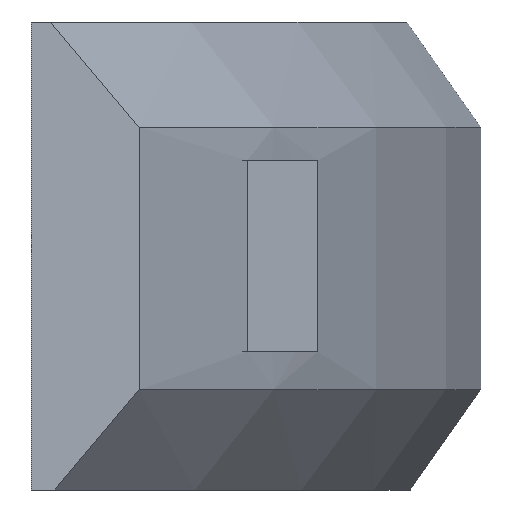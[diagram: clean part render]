
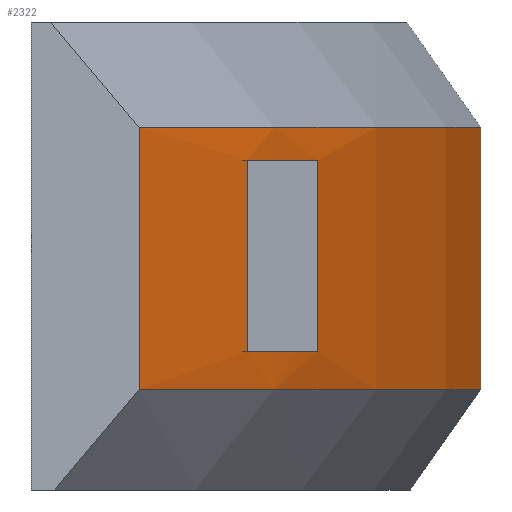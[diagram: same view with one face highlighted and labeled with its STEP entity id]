
A CAD part, left-side view. The second image highlights one B-rep face of the part: STEP entity #2322.
In plain terms, the highlighted cylindrical face has radius 50 mm (diameter 100 mm), a partial arc.
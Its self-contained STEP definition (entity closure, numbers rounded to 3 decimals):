
#162=FACE_BOUND('',#471,.T.);
#163=FACE_BOUND('',#472,.T.);
#330=FACE_OUTER_BOUND('',#470,.T.);
#470=EDGE_LOOP('',(#2032,#2033,#2034,#2035));
#471=EDGE_LOOP('',(#2036,#2037,#2038,#2039));
#472=EDGE_LOOP('',(#2040,#2041,#2042,#2043));
#660=LINE('',#4003,#871);
#664=LINE('',#4020,#875);
#665=LINE('',#4033,#876);
#666=LINE('',#4036,#877);
#667=LINE('',#4041,#878);
#668=LINE('',#4044,#879);
#871=VECTOR('',#2772,10.);
#875=VECTOR('',#2778,10.);
#876=VECTOR('',#2791,10.);
#877=VECTOR('',#2794,10.);
#878=VECTOR('',#2797,10.);
#879=VECTOR('',#2800,10.);
#939=CIRCLE('',#2437,50.);
#940=CIRCLE('',#2439,50.);
#941=CIRCLE('',#2440,50.);
#942=CIRCLE('',#2441,50.);
#943=CIRCLE('',#2442,50.);
#944=CIRCLE('',#2443,50.);
#1135=VERTEX_POINT('',#3998);
#1136=VERTEX_POINT('',#4002);
#1141=VERTEX_POINT('',#4015);
#1142=VERTEX_POINT('',#4019);
#1143=VERTEX_POINT('',#4029);
#1144=VERTEX_POINT('',#4030);
#1145=VERTEX_POINT('',#4032);
#1146=VERTEX_POINT('',#4034);
#1147=VERTEX_POINT('',#4037);
#1148=VERTEX_POINT('',#4038);
#1149=VERTEX_POINT('',#4040);
#1150=VERTEX_POINT('',#4042);
#1442=EDGE_CURVE('',#1136,#1135,#660,.T.);
#1448=EDGE_CURVE('',#1142,#1141,#664,.T.);
#1451=EDGE_CURVE('',#1135,#1142,#939,.T.);
#1452=EDGE_CURVE('',#1136,#1141,#940,.T.);
#1453=EDGE_CURVE('',#1143,#1144,#941,.T.);
#1454=EDGE_CURVE('',#1145,#1143,#665,.T.);
#1455=EDGE_CURVE('',#1146,#1145,#942,.T.);
#1456=EDGE_CURVE('',#1144,#1146,#666,.T.);
#1457=EDGE_CURVE('',#1147,#1148,#943,.T.);
#1458=EDGE_CURVE('',#1149,#1147,#667,.T.);
#1459=EDGE_CURVE('',#1150,#1149,#944,.T.);
#1460=EDGE_CURVE('',#1148,#1150,#668,.T.);
#2032=ORIENTED_EDGE('',*,*,#1442,.T.);
#2033=ORIENTED_EDGE('',*,*,#1451,.T.);
#2034=ORIENTED_EDGE('',*,*,#1448,.T.);
#2035=ORIENTED_EDGE('',*,*,#1452,.F.);
#2036=ORIENTED_EDGE('',*,*,#1453,.F.);
#2037=ORIENTED_EDGE('',*,*,#1454,.F.);
#2038=ORIENTED_EDGE('',*,*,#1455,.F.);
#2039=ORIENTED_EDGE('',*,*,#1456,.F.);
#2040=ORIENTED_EDGE('',*,*,#1457,.F.);
#2041=ORIENTED_EDGE('',*,*,#1458,.F.);
#2042=ORIENTED_EDGE('',*,*,#1459,.F.);
#2043=ORIENTED_EDGE('',*,*,#1460,.F.);
#2214=CYLINDRICAL_SURFACE('',#2438,50.);
#2322=ADVANCED_FACE('',(#330,#162,#163),#2214,.T.);
#2437=AXIS2_PLACEMENT_3D('',#4026,#2783,#2784);
#2438=AXIS2_PLACEMENT_3D('',#4027,#2785,#2786);
#2439=AXIS2_PLACEMENT_3D('',#4028,#2787,#2788);
#2440=AXIS2_PLACEMENT_3D('',#4031,#2789,#2790);
#2441=AXIS2_PLACEMENT_3D('',#4035,#2792,#2793);
#2442=AXIS2_PLACEMENT_3D('',#4039,#2795,#2796);
#2443=AXIS2_PLACEMENT_3D('',#4043,#2798,#2799);
#2772=DIRECTION('',(0.,0.,1.));
#2778=DIRECTION('',(0.,0.,-1.));
#2783=DIRECTION('center_axis',(0.,0.,-1.));
#2784=DIRECTION('ref_axis',(0.707,-0.707,0.));
#2785=DIRECTION('center_axis',(0.,0.,-1.));
#2786=DIRECTION('ref_axis',(-1.,0.,0.));
#2787=DIRECTION('center_axis',(0.,0.,-1.));
#2788=DIRECTION('ref_axis',(0.707,-0.707,0.));
#2789=DIRECTION('center_axis',(0.,0.,-1.));
#2790=DIRECTION('ref_axis',(-1.,0.,0.));
#2791=DIRECTION('',(0.,0.,1.));
#2792=DIRECTION('center_axis',(0.,0.,1.));
#2793=DIRECTION('ref_axis',(-1.,0.,0.));
#2794=DIRECTION('',(0.,0.,-1.));
#2795=DIRECTION('center_axis',(0.,0.,1.));
#2796=DIRECTION('ref_axis',(-1.,0.,0.));
#2797=DIRECTION('',(0.,0.,-1.));
#2798=DIRECTION('center_axis',(0.,0.,-1.));
#2799=DIRECTION('ref_axis',(-1.,0.,0.));
#2800=DIRECTION('',(0.,0.,1.));
#3998=CARTESIAN_POINT('',(25.921,-2.256,2.7));
#4002=CARTESIAN_POINT('',(25.921,-2.256,-2.8));
#4003=CARTESIAN_POINT('',(25.921,-2.256,4.9));
#4015=CARTESIAN_POINT('',(-25.921,-2.256,-2.8));
#4019=CARTESIAN_POINT('',(-25.921,-2.256,2.7));
#4020=CARTESIAN_POINT('',(-25.921,-2.256,4.9));
#4026=CARTESIAN_POINT('Origin',(0.,40.5,2.7));
#4027=CARTESIAN_POINT('Origin',(0.,40.5,4.9));
#4028=CARTESIAN_POINT('Origin',(0.,40.5,-2.8));
#4029=CARTESIAN_POINT('',(21.75,-4.522,2.));
#4030=CARTESIAN_POINT('',(18.378,-6.,2.));
#4031=CARTESIAN_POINT('Origin',(0.,40.5,2.));
#4032=CARTESIAN_POINT('',(21.75,-4.522,-2.));
#4033=CARTESIAN_POINT('',(21.75,-4.522,4.9));
#4034=CARTESIAN_POINT('',(18.378,-6.,-2.));
#4035=CARTESIAN_POINT('Origin',(0.,40.5,-2.));
#4036=CARTESIAN_POINT('',(18.378,-6.,4.9));
#4037=CARTESIAN_POINT('',(-21.75,-4.522,-2.));
#4038=CARTESIAN_POINT('',(-18.378,-6.,-2.));
#4039=CARTESIAN_POINT('Origin',(0.,40.5,-2.));
#4040=CARTESIAN_POINT('',(-21.75,-4.522,2.));
#4041=CARTESIAN_POINT('',(-21.75,-4.522,4.9));
#4042=CARTESIAN_POINT('',(-18.378,-6.,2.));
#4043=CARTESIAN_POINT('Origin',(0.,40.5,2.));
#4044=CARTESIAN_POINT('',(-18.378,-6.,4.9));
